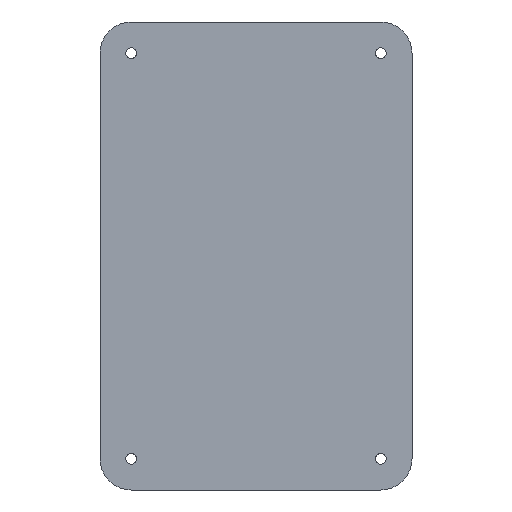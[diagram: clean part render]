
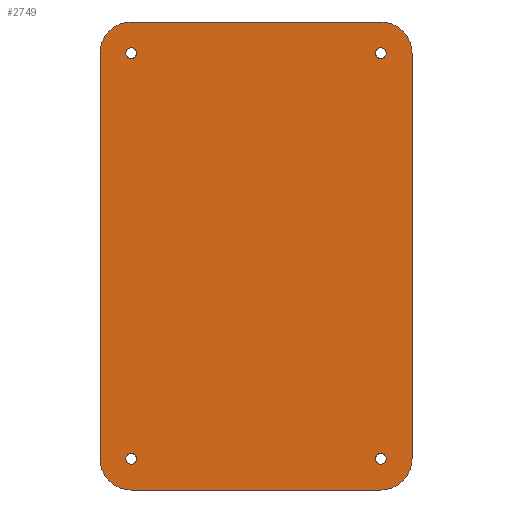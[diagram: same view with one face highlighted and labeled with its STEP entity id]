
A CAD part, front view. The second image highlights one B-rep face of the part: STEP entity #2749.
In plain terms, the highlighted planar face has unit normal (0, -1, 0).
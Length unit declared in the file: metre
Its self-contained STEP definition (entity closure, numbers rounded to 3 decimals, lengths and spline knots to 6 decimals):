
#279=CIRCLE('',#3054,0.0017);
#280=CIRCLE('',#3055,0.0017);
#281=CIRCLE('',#3056,0.0017);
#282=CIRCLE('',#3057,0.0017);
#283=CIRCLE('',#3058,0.01);
#284=CIRCLE('',#3059,0.01);
#285=CIRCLE('',#3060,0.01);
#286=CIRCLE('',#3061,0.01);
#1025=ORIENTED_EDGE('',*,*,#1485,.T.);
#1026=ORIENTED_EDGE('',*,*,#1486,.T.);
#1027=ORIENTED_EDGE('',*,*,#1487,.T.);
#1028=ORIENTED_EDGE('',*,*,#1488,.T.);
#1029=ORIENTED_EDGE('',*,*,#1471,.F.);
#1030=ORIENTED_EDGE('',*,*,#1489,.T.);
#1031=ORIENTED_EDGE('',*,*,#1473,.T.);
#1032=ORIENTED_EDGE('',*,*,#1490,.T.);
#1033=ORIENTED_EDGE('',*,*,#1477,.T.);
#1034=ORIENTED_EDGE('',*,*,#1491,.T.);
#1035=ORIENTED_EDGE('',*,*,#1481,.F.);
#1036=ORIENTED_EDGE('',*,*,#1492,.T.);
#1471=EDGE_CURVE('',#1735,#1736,#1966,.T.);
#1473=EDGE_CURVE('',#1737,#1738,#1968,.T.);
#1477=EDGE_CURVE('',#1741,#1742,#1972,.T.);
#1481=EDGE_CURVE('',#1745,#1746,#1976,.T.);
#1485=EDGE_CURVE('',#1749,#1749,#279,.F.);
#1486=EDGE_CURVE('',#1750,#1750,#280,.F.);
#1487=EDGE_CURVE('',#1751,#1751,#281,.F.);
#1488=EDGE_CURVE('',#1752,#1752,#282,.F.);
#1489=EDGE_CURVE('',#1735,#1737,#283,.T.);
#1490=EDGE_CURVE('',#1738,#1741,#284,.T.);
#1491=EDGE_CURVE('',#1742,#1746,#285,.T.);
#1492=EDGE_CURVE('',#1745,#1736,#286,.T.);
#1735=VERTEX_POINT('',#5388);
#1736=VERTEX_POINT('',#5390);
#1737=VERTEX_POINT('',#5394);
#1738=VERTEX_POINT('',#5395);
#1741=VERTEX_POINT('',#5403);
#1742=VERTEX_POINT('',#5404);
#1745=VERTEX_POINT('',#5412);
#1746=VERTEX_POINT('',#5413);
#1749=VERTEX_POINT('',#5421);
#1750=VERTEX_POINT('',#5423);
#1751=VERTEX_POINT('',#5425);
#1752=VERTEX_POINT('',#5427);
#1966=LINE('',#5389,#2185);
#1968=LINE('',#5393,#2187);
#1972=LINE('',#5402,#2191);
#1976=LINE('',#5411,#2195);
#2185=VECTOR('',#3842,1.);
#2187=VECTOR('',#3846,1.);
#2191=VECTOR('',#3852,1.);
#2195=VECTOR('',#3858,1.);
#2344=EDGE_LOOP('',(#1025));
#2345=EDGE_LOOP('',(#1026));
#2346=EDGE_LOOP('',(#1027));
#2347=EDGE_LOOP('',(#1028));
#2348=EDGE_LOOP('',(#1029,#1030,#1031,#1032,#1033,#1034,#1035,#1036));
#2520=FACE_BOUND('',#2344,.T.);
#2521=FACE_BOUND('',#2345,.T.);
#2522=FACE_BOUND('',#2346,.T.);
#2523=FACE_BOUND('',#2347,.T.);
#2524=FACE_BOUND('',#2348,.T.);
#2603=PLANE('',#3053);
#2749=ADVANCED_FACE('',(#2520,#2521,#2522,#2523,#2524),#2603,.T.);
#3053=AXIS2_PLACEMENT_3D('',#5419,#3862,#3863);
#3054=AXIS2_PLACEMENT_3D('',#5420,#3864,#3865);
#3055=AXIS2_PLACEMENT_3D('',#5422,#3866,#3867);
#3056=AXIS2_PLACEMENT_3D('',#5424,#3868,#3869);
#3057=AXIS2_PLACEMENT_3D('',#5426,#3870,#3871);
#3058=AXIS2_PLACEMENT_3D('',#5428,#3872,#3873);
#3059=AXIS2_PLACEMENT_3D('',#5429,#3874,#3875);
#3060=AXIS2_PLACEMENT_3D('',#5430,#3876,#3877);
#3061=AXIS2_PLACEMENT_3D('',#5431,#3878,#3879);
#3842=DIRECTION('',(1.,0.,0.));
#3846=DIRECTION('',(0.,0.,-1.));
#3852=DIRECTION('',(1.,0.,0.));
#3858=DIRECTION('',(0.,0.,-1.));
#3862=DIRECTION('',(0.,-1.,0.));
#3863=DIRECTION('',(1.,0.,0.));
#3864=DIRECTION('',(0.,-1.,0.));
#3865=DIRECTION('',(0.,0.,-1.));
#3866=DIRECTION('',(0.,-1.,0.));
#3867=DIRECTION('',(0.,0.,-1.));
#3868=DIRECTION('',(0.,-1.,0.));
#3869=DIRECTION('',(0.,0.,-1.));
#3870=DIRECTION('',(0.,-1.,0.));
#3871=DIRECTION('',(0.,0.,-1.));
#3872=DIRECTION('',(0.,-1.,0.));
#3873=DIRECTION('',(0.,0.,-1.));
#3874=DIRECTION('',(0.,-1.,0.));
#3875=DIRECTION('',(0.,0.,-1.));
#3876=DIRECTION('',(0.,-1.,0.));
#3877=DIRECTION('',(0.,0.,-1.));
#3878=DIRECTION('',(0.,-1.,0.));
#3879=DIRECTION('',(0.,0.,-1.));
#5388=CARTESIAN_POINT('',(-0.041462,-0.041,0.075));
#5389=CARTESIAN_POINT('',(-0.001462,-0.041,0.075));
#5390=CARTESIAN_POINT('',(0.038538,-0.041,0.075));
#5393=CARTESIAN_POINT('',(-0.051462,-0.041,0.));
#5394=CARTESIAN_POINT('',(-0.051462,-0.041,0.065));
#5395=CARTESIAN_POINT('',(-0.051462,-0.041,-0.065));
#5402=CARTESIAN_POINT('',(-0.001462,-0.041,-0.075));
#5403=CARTESIAN_POINT('',(-0.041462,-0.041,-0.075));
#5404=CARTESIAN_POINT('',(0.038538,-0.041,-0.075));
#5411=CARTESIAN_POINT('',(0.048538,-0.041,0.));
#5412=CARTESIAN_POINT('',(0.048538,-0.041,0.065));
#5413=CARTESIAN_POINT('',(0.048538,-0.041,-0.065));
#5419=CARTESIAN_POINT('',(-0.001462,-0.041,0.));
#5420=CARTESIAN_POINT('',(0.038538,-0.041,-0.065));
#5421=CARTESIAN_POINT('',(0.038538,-0.041,-0.0667));
#5422=CARTESIAN_POINT('',(-0.041462,-0.041,-0.065));
#5423=CARTESIAN_POINT('',(-0.041462,-0.041,-0.0667));
#5424=CARTESIAN_POINT('',(-0.041462,-0.041,0.065));
#5425=CARTESIAN_POINT('',(-0.041462,-0.041,0.0633));
#5426=CARTESIAN_POINT('',(0.038538,-0.041,0.065));
#5427=CARTESIAN_POINT('',(0.038538,-0.041,0.0633));
#5428=CARTESIAN_POINT('',(-0.041462,-0.041,0.065));
#5429=CARTESIAN_POINT('',(-0.041462,-0.041,-0.065));
#5430=CARTESIAN_POINT('',(0.038538,-0.041,-0.065));
#5431=CARTESIAN_POINT('',(0.038538,-0.041,0.065));
